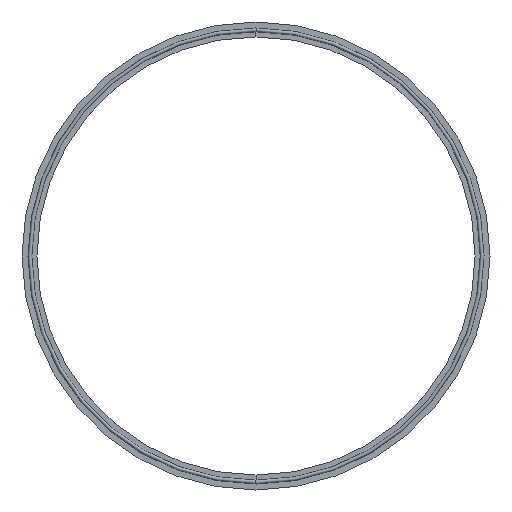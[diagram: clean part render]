
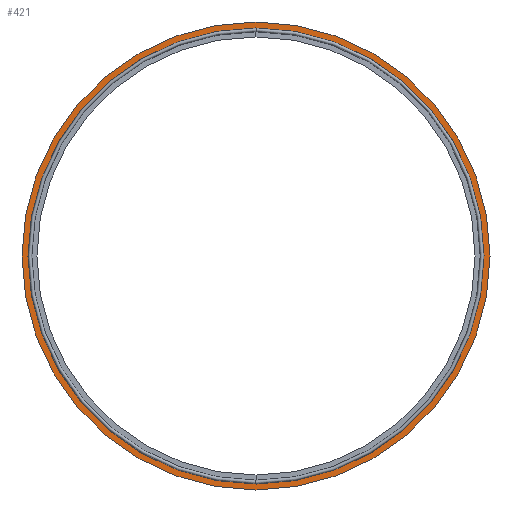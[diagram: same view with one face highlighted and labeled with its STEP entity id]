
A CAD part, left-side view. The second image highlights one B-rep face of the part: STEP entity #421.
In plain terms, the highlighted planar face has unit normal (-1, 0, 0).
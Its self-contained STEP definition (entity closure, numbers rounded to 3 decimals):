
#2 = ORIENTED_EDGE ( 'NONE', *, *, #749, .T. ) ;
#10 = AXIS2_PLACEMENT_3D ( 'NONE', #168, #835, #153 ) ;
#12 = DIRECTION ( 'NONE',  ( 1., 0., 0. ) ) ;
#13 = PLANE ( 'NONE',  #10 ) ;
#59 = ORIENTED_EDGE ( 'NONE', *, *, #140, .T. ) ;
#75 = FACE_BOUND ( 'NONE', #539, .T. ) ;
#81 = VERTEX_POINT ( 'NONE', #890 ) ;
#115 = ORIENTED_EDGE ( 'NONE', *, *, #769, .T. ) ;
#140 = EDGE_CURVE ( 'NONE', #817, #836, #285, .T. ) ;
#153 = DIRECTION ( 'NONE',  ( 0., 0., -1. ) ) ;
#168 = CARTESIAN_POINT ( 'NONE',  ( -0.9, 165.7, 0. ) ) ;
#171 = CARTESIAN_POINT ( 'NONE',  ( -0.9, 0., 0. ) ) ;
#244 = EDGE_CURVE ( 'NONE', #262, #81, #807, .T. ) ;
#245 = CARTESIAN_POINT ( 'NONE',  ( -0.9, 0., 0. ) ) ;
#262 = VERTEX_POINT ( 'NONE', #560 ) ;
#271 = CIRCLE ( 'NONE', #629, 165.9 ) ;
#285 = CIRCLE ( 'NONE', #896, 165.9 ) ;
#331 = DIRECTION ( 'NONE',  ( 1., 0., 0. ) ) ;
#407 = AXIS2_PLACEMENT_3D ( 'NONE', #245, #520, #588 ) ;
#421 = ADVANCED_FACE ( 'NONE', ( #75, #636 ), #13, .F. ) ;
#428 = DIRECTION ( 'NONE',  ( 0., 0., 1. ) ) ;
#455 = DIRECTION ( 'NONE',  ( 0., 0., -1. ) ) ;
#461 = DIRECTION ( 'NONE',  ( -1., 0., 0. ) ) ;
#520 = DIRECTION ( 'NONE',  ( -1., 0., 0. ) ) ;
#539 = EDGE_LOOP ( 'NONE', ( #59, #115 ) ) ;
#560 = CARTESIAN_POINT ( 'NONE',  ( -0.9, 0., -170.25 ) ) ;
#574 = CARTESIAN_POINT ( 'NONE',  ( -0.9, 0., 165.9 ) ) ;
#588 = DIRECTION ( 'NONE',  ( 0., 0., 1. ) ) ;
#601 = EDGE_LOOP ( 'NONE', ( #2, #795 ) ) ;
#603 = DIRECTION ( 'NONE',  ( 0., 0., -1. ) ) ;
#629 = AXIS2_PLACEMENT_3D ( 'NONE', #657, #331, #603 ) ;
#636 = FACE_OUTER_BOUND ( 'NONE', #601, .T. ) ;
#657 = CARTESIAN_POINT ( 'NONE',  ( -0.9, 0., 0. ) ) ;
#689 = CIRCLE ( 'NONE', #407, 170.25 ) ;
#749 = EDGE_CURVE ( 'NONE', #81, #262, #689, .T. ) ;
#752 = AXIS2_PLACEMENT_3D ( 'NONE', #171, #461, #428 ) ;
#769 = EDGE_CURVE ( 'NONE', #836, #817, #271, .T. ) ;
#772 = CARTESIAN_POINT ( 'NONE',  ( -0.9, 0., -165.9 ) ) ;
#795 = ORIENTED_EDGE ( 'NONE', *, *, #244, .T. ) ;
#807 = CIRCLE ( 'NONE', #752, 170.25 ) ;
#817 = VERTEX_POINT ( 'NONE', #772 ) ;
#833 = CARTESIAN_POINT ( 'NONE',  ( -0.9, 0., 0. ) ) ;
#835 = DIRECTION ( 'NONE',  ( 1., 0., 0. ) ) ;
#836 = VERTEX_POINT ( 'NONE', #574 ) ;
#890 = CARTESIAN_POINT ( 'NONE',  ( -0.9, 0., 170.25 ) ) ;
#896 = AXIS2_PLACEMENT_3D ( 'NONE', #833, #12, #455 ) ;
